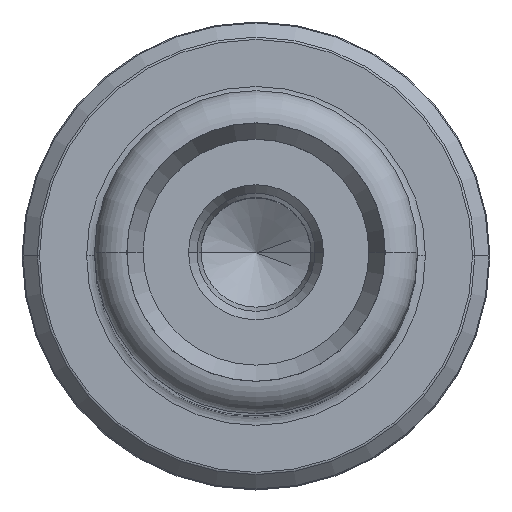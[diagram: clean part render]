
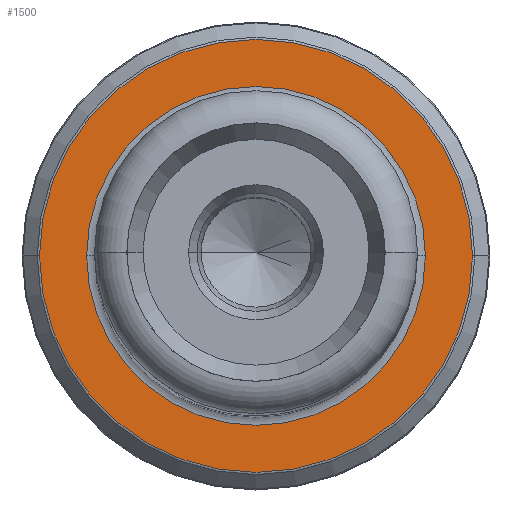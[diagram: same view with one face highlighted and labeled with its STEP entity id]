
A CAD part, top view. The second image highlights one B-rep face of the part: STEP entity #1500.
In plain terms, the highlighted planar face has unit normal (0, 0, 1).
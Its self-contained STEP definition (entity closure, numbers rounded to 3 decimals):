
#34 = AXIS2_PLACEMENT_3D ( 'NONE', #3173, #418, #3793 ) ;
#183 = CARTESIAN_POINT ( 'NONE',  ( 0., 0., 20. ) ) ;
#418 = DIRECTION ( 'NONE',  ( 0., 0., 1. ) ) ;
#680 = DIRECTION ( 'NONE',  ( 0., 0., 1. ) ) ;
#725 = CARTESIAN_POINT ( 'NONE',  ( 0., 0., 20. ) ) ;
#764 = DIRECTION ( 'NONE',  ( -1., 0., 0. ) ) ;
#875 = EDGE_CURVE ( 'NONE', #1606, #3653, #2592, .T. ) ;
#891 = CIRCLE ( 'NONE', #3090, 13.417 ) ;
#897 = EDGE_CURVE ( 'NONE', #3789, #2588, #3098, .T. ) ;
#920 = ORIENTED_EDGE ( 'NONE', *, *, #2010, .T. ) ;
#944 = DIRECTION ( 'NONE',  ( -1., 0., 0. ) ) ;
#1202 = AXIS2_PLACEMENT_3D ( 'NONE', #183, #3201, #2901 ) ;
#1271 = ORIENTED_EDGE ( 'NONE', *, *, #897, .T. ) ;
#1280 = EDGE_LOOP ( 'NONE', ( #2787, #3344 ) ) ;
#1416 = FACE_OUTER_BOUND ( 'NONE', #1280, .T. ) ;
#1454 = CARTESIAN_POINT ( 'NONE',  ( -13.417, 0., 20. ) ) ;
#1500 = ADVANCED_FACE ( 'NONE', ( #2279, #1416 ), #1986, .T. ) ;
#1606 = VERTEX_POINT ( 'NONE', #1454 ) ;
#1685 = EDGE_CURVE ( 'NONE', #3653, #1606, #891, .T. ) ;
#1749 = CIRCLE ( 'NONE', #3510, 10.5 ) ;
#1823 = DIRECTION ( 'NONE',  ( 0., 0., -1. ) ) ;
#1901 = CARTESIAN_POINT ( 'NONE',  ( 0., 0., 20. ) ) ;
#1912 = DIRECTION ( 'NONE',  ( 0., 0., -1. ) ) ;
#1986 = PLANE ( 'NONE',  #1202 ) ;
#2000 = CARTESIAN_POINT ( 'NONE',  ( 10.5, 0., 20. ) ) ;
#2010 = EDGE_CURVE ( 'NONE', #2588, #3789, #1749, .T. ) ;
#2162 = DIRECTION ( 'NONE',  ( 1., 0., 0. ) ) ;
#2279 = FACE_BOUND ( 'NONE', #3513, .T. ) ;
#2588 = VERTEX_POINT ( 'NONE', #2000 ) ;
#2592 = CIRCLE ( 'NONE', #34, 13.417 ) ;
#2787 = ORIENTED_EDGE ( 'NONE', *, *, #1685, .T. ) ;
#2802 = CARTESIAN_POINT ( 'NONE',  ( 13.417, 0., 20. ) ) ;
#2901 = DIRECTION ( 'NONE',  ( 1., 0., 0. ) ) ;
#3054 = CARTESIAN_POINT ( 'NONE',  ( 0., 0., 20. ) ) ;
#3090 = AXIS2_PLACEMENT_3D ( 'NONE', #1901, #680, #2162 ) ;
#3098 = CIRCLE ( 'NONE', #3467, 10.5 ) ;
#3173 = CARTESIAN_POINT ( 'NONE',  ( 0., 0., 20. ) ) ;
#3201 = DIRECTION ( 'NONE',  ( 0., 0., 1. ) ) ;
#3344 = ORIENTED_EDGE ( 'NONE', *, *, #875, .T. ) ;
#3467 = AXIS2_PLACEMENT_3D ( 'NONE', #725, #1912, #764 ) ;
#3482 = CARTESIAN_POINT ( 'NONE',  ( -10.5, 0., 20. ) ) ;
#3510 = AXIS2_PLACEMENT_3D ( 'NONE', #3054, #1823, #944 ) ;
#3513 = EDGE_LOOP ( 'NONE', ( #1271, #920 ) ) ;
#3653 = VERTEX_POINT ( 'NONE', #2802 ) ;
#3789 = VERTEX_POINT ( 'NONE', #3482 ) ;
#3793 = DIRECTION ( 'NONE',  ( 1., 0., 0. ) ) ;
